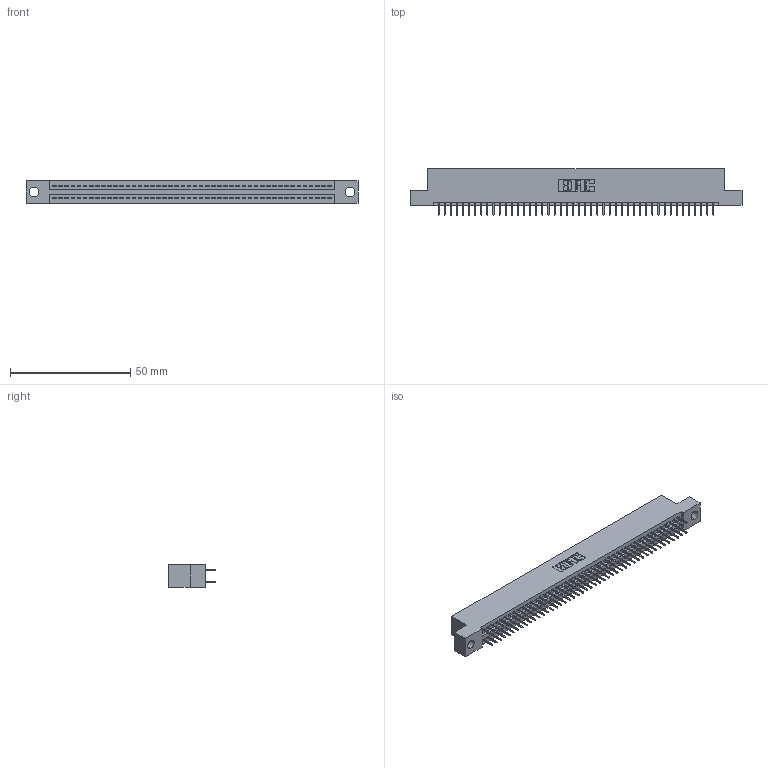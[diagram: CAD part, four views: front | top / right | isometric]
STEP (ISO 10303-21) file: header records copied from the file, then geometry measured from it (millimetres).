
FILE_DESCRIPTION (( 'STEP AP203' ), '1' );
FILE_NAME ('345-092-524-204.STEP', '2021-05-20T15:31:38', ( '' ), ( '' ), 'SwSTEP 2.0', 'SolidWorks 2020', '' );
FILE_SCHEMA (( 'CONFIG_CONTROL_DESIGN' ));
Length unit declared in the file: inch
Products named in the file (3): 345 Part_Flush Mounting Lugs - 0.156 Dia-TI; 345-292-001_345-293-124; 345-092-524-204
Assembly tree (93 placements, depth 2):
  345-092-524-204
    345 Part_Flush Mounting Lugs - 0.156 Dia-TI
    345-292-001_345-293-124  x92
Bounding box: 138.05 x 19.35 x 9.4 mm (x, y, z)
Volume: 13202.2 mm3; surface area: 19076.6 mm2
Topology: 93 solids, 93 shells, 5108 faces, 14453 edges, 9266 vertices
Faces by surface type: plane 3682, cylinder 1426
Entity records: 36047 total; most frequent: CARTESIAN_POINT 6042, ORIENTED_EDGE 5974, DIRECTION 5323, EDGE_CURVE 2987, VECTOR 2675, LINE 2675, VERTEX_POINT 1986, AXIS2_PLACEMENT_3D 1324
